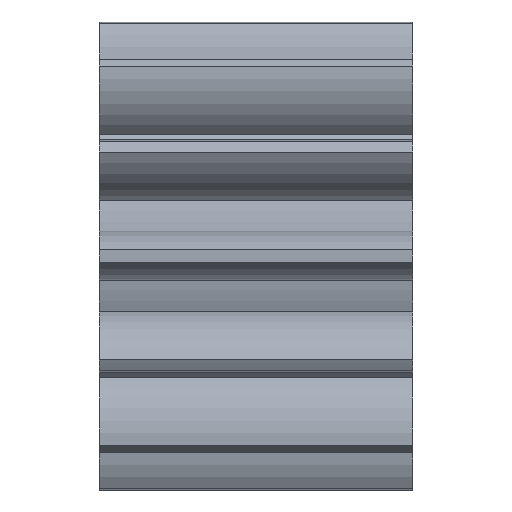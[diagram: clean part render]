
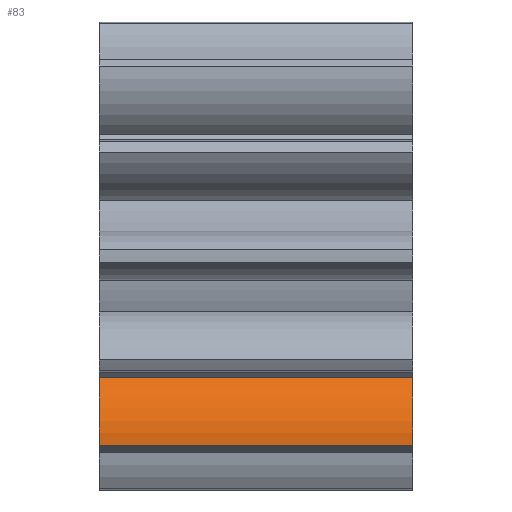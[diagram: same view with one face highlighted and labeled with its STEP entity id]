
A CAD part, front view. The second image highlights one B-rep face of the part: STEP entity #83.
In plain terms, the highlighted cylindrical face has radius 2.6 mm (diameter 5.2 mm), a partial arc.
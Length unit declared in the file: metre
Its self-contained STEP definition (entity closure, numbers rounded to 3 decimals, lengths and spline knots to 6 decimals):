
#3 = LINE ( 'NONE', #1161, #1511 ) ;
#66 = EDGE_LOOP ( 'NONE', ( #1097, #1041, #373, #991 ) ) ;
#83 = ADVANCED_FACE ( 'NONE', ( #1813 ), #2739, .T. ) ;
#173 = VECTOR ( 'NONE', #2127, 1. ) ;
#233 = VERTEX_POINT ( 'NONE', #2360 ) ;
#372 = DIRECTION ( 'NONE',  ( -1., 0., 0. ) ) ;
#373 = ORIENTED_EDGE ( 'NONE', *, *, #2444, .T. ) ;
#446 = VERTEX_POINT ( 'NONE', #2538 ) ;
#454 = DIRECTION ( 'NONE',  ( 0., 0., -1. ) ) ;
#593 = CIRCLE ( 'NONE', #945, 0.0026 ) ;
#716 = CARTESIAN_POINT ( 'NONE',  ( -0.001719, -0.001842, -0.005703 ) ) ;
#736 = CIRCLE ( 'NONE', #1850, 0.0026 ) ;
#864 = AXIS2_PLACEMENT_3D ( 'NONE', #2523, #2018, #1772 ) ;
#945 = AXIS2_PLACEMENT_3D ( 'NONE', #716, #1645, #454 ) ;
#967 = LINE ( 'NONE', #2621, #173 ) ;
#991 = ORIENTED_EDGE ( 'NONE', *, *, #1259, .T. ) ;
#1041 = ORIENTED_EDGE ( 'NONE', *, *, #2037, .T. ) ;
#1097 = ORIENTED_EDGE ( 'NONE', *, *, #1180, .T. ) ;
#1161 = CARTESIAN_POINT ( 'NONE',  ( 0.008281, -0.003557, -0.003748 ) ) ;
#1180 = EDGE_CURVE ( 'NONE', #1485, #233, #967, .T. ) ;
#1259 = EDGE_CURVE ( 'NONE', #1374, #1485, #593, .T. ) ;
#1275 = DIRECTION ( 'NONE',  ( 0., -0.663, 0.749 ) ) ;
#1374 = VERTEX_POINT ( 'NONE', #1499 ) ;
#1485 = VERTEX_POINT ( 'NONE', #1576 ) ;
#1499 = CARTESIAN_POINT ( 'NONE',  ( -0.001719, -0.003557, -0.003748 ) ) ;
#1505 = CARTESIAN_POINT ( 'NONE',  ( 0.008281, -0.001842, -0.005703 ) ) ;
#1511 = VECTOR ( 'NONE', #2565, 1. ) ;
#1576 = CARTESIAN_POINT ( 'NONE',  ( -0.001719, -0.004432, -0.005936 ) ) ;
#1645 = DIRECTION ( 'NONE',  ( 1., 0., 0. ) ) ;
#1772 = DIRECTION ( 'NONE',  ( 0., 0., 1. ) ) ;
#1813 = FACE_OUTER_BOUND ( 'NONE', #66, .T. ) ;
#1850 = AXIS2_PLACEMENT_3D ( 'NONE', #1505, #372, #1275 ) ;
#2018 = DIRECTION ( 'NONE',  ( -1., 0., 0. ) ) ;
#2037 = EDGE_CURVE ( 'NONE', #233, #446, #736, .T. ) ;
#2127 = DIRECTION ( 'NONE',  ( 1., 0., 0. ) ) ;
#2360 = CARTESIAN_POINT ( 'NONE',  ( 0.008281, -0.004432, -0.005936 ) ) ;
#2444 = EDGE_CURVE ( 'NONE', #446, #1374, #3, .T. ) ;
#2523 = CARTESIAN_POINT ( 'NONE',  ( 0.008281, -0.001842, -0.005703 ) ) ;
#2538 = CARTESIAN_POINT ( 'NONE',  ( 0.008281, -0.003557, -0.003748 ) ) ;
#2565 = DIRECTION ( 'NONE',  ( -1., 0., 0. ) ) ;
#2621 = CARTESIAN_POINT ( 'NONE',  ( 0.003281, -0.004432, -0.005936 ) ) ;
#2739 = CYLINDRICAL_SURFACE ( 'NONE', #864, 0.0026 ) ;
